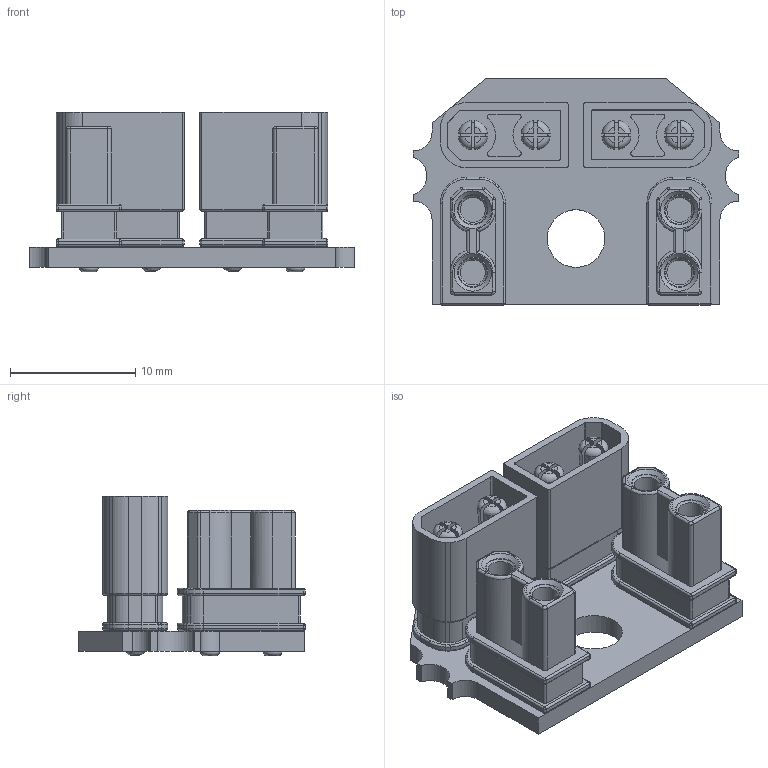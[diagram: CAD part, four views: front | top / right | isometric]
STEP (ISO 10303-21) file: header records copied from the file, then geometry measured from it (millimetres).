
FILE_DESCRIPTION(('KiCad electronic assembly'),'2;1');
FILE_NAME('PowerSwitchV0.2.step','2024-08-08T00:41:08',('Pcbnew'),( 'Kicad'),'Open CASCADE STEP processor 7.6','KiCad to STEP converter' ,'Unknown');
FILE_SCHEMA(('AUTOMOTIVE_DESIGN { 1 0 10303 214 1 1 1 1 }'));
Length unit declared in the file: millimetre
Products named in the file (6): PowerSwitchV0.2 1; XT30UPB-M; Assembly; XT30UPB-F; PowerSwitch_PCB
Assembly tree (7 placements, depth 3):
  PowerSwitchV0.2 1
    XT30UPB-M  x2
      Assembly
    XT30UPB-F  x2
      Assembly
    PowerSwitch_PCB
Bounding box: 26 x 18.07 x 12.73 mm (x, y, z)
Volume: 1579.7 mm3; surface area: 4366.5 mm2
Topology: 13 solids, 13 shells, 619 faces, 1497 edges, 894 vertices
Faces by surface type: cylinder 251, plane 200, torus 108, sphere 28, bspline 24, cone 8
Full cylindrical faces by diameter (mm): 1.5 x8, 1.8 x8, 2 x8, 2.4 x8, 4.6 x1
Entity records: 11113 total; most frequent: CARTESIAN_POINT 3185, DIRECTION 1765, ORIENTED_EDGE 1550, EDGE_CURVE 775, AXIS2_PLACEMENT_3D 716, VERTEX_POINT 474, CIRCLE 396, FACE_BOUND 365
